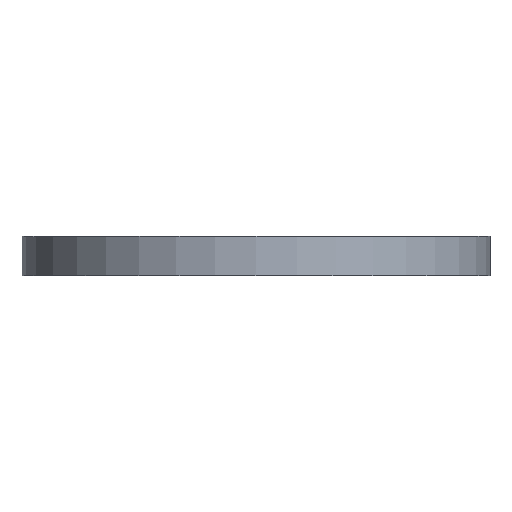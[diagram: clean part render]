
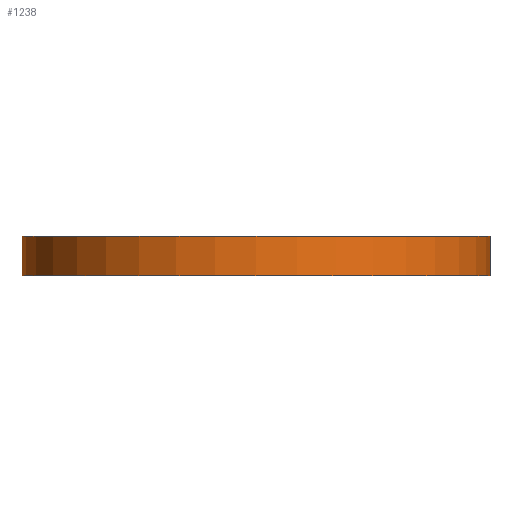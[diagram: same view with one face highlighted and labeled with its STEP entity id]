
A CAD part, front view. The second image highlights one B-rep face of the part: STEP entity #1238.
In plain terms, the highlighted cylindrical face has radius 30 mm (diameter 60 mm), a full revolution.
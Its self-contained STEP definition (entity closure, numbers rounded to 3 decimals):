
#169=FACE_OUTER_BOUND('',#292,.T.);
#292=EDGE_LOOP('',(#1104,#1105,#1106,#1107));
#380=LINE('',#2108,#450);
#450=VECTOR('',#1779,30.);
#541=CIRCLE('',#1408,30.);
#542=CIRCLE('',#1410,30.);
#649=VERTEX_POINT('',#2103);
#650=VERTEX_POINT('',#2106);
#810=EDGE_CURVE('',#649,#649,#541,.T.);
#811=EDGE_CURVE('',#650,#650,#542,.T.);
#812=EDGE_CURVE('',#650,#649,#380,.T.);
#1104=ORIENTED_EDGE('',*,*,#811,.F.);
#1105=ORIENTED_EDGE('',*,*,#812,.T.);
#1106=ORIENTED_EDGE('',*,*,#810,.F.);
#1107=ORIENTED_EDGE('',*,*,#812,.F.);
#1182=CYLINDRICAL_SURFACE('',#1409,30.);
#1238=ADVANCED_FACE('',(#169),#1182,.T.);
#1408=AXIS2_PLACEMENT_3D('',#2104,#1773,#1774);
#1409=AXIS2_PLACEMENT_3D('',#2105,#1775,#1776);
#1410=AXIS2_PLACEMENT_3D('',#2107,#1777,#1778);
#1773=DIRECTION('center_axis',(0.,0.,-1.));
#1774=DIRECTION('ref_axis',(1.,0.,0.));
#1775=DIRECTION('center_axis',(0.,0.,1.));
#1776=DIRECTION('ref_axis',(1.,0.,0.));
#1777=DIRECTION('center_axis',(0.,0.,1.));
#1778=DIRECTION('ref_axis',(1.,0.,0.));
#1779=DIRECTION('',(0.,0.,-1.));
#2103=CARTESIAN_POINT('',(-30.,0.,-2.5));
#2104=CARTESIAN_POINT('Origin',(0.,0.,-2.5));
#2105=CARTESIAN_POINT('Origin',(0.,0.,0.));
#2106=CARTESIAN_POINT('',(-30.,0.,2.5));
#2107=CARTESIAN_POINT('Origin',(0.,0.,2.5));
#2108=CARTESIAN_POINT('',(-30.,0.,0.));
